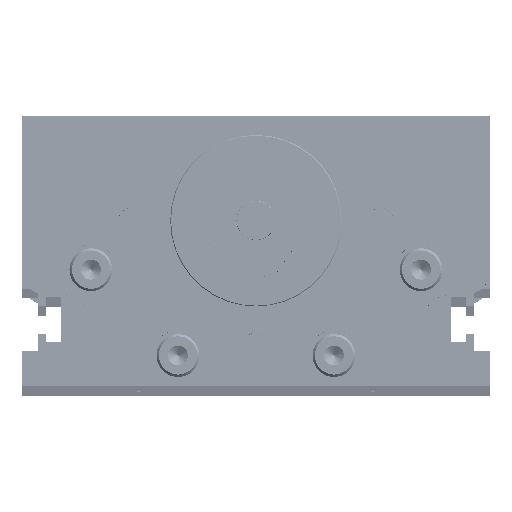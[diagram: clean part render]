
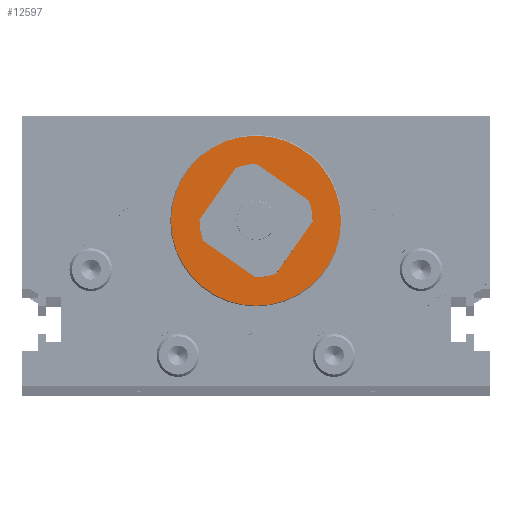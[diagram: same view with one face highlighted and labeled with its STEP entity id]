
A CAD part, top view. The second image highlights one B-rep face of the part: STEP entity #12597.
In plain terms, the highlighted planar face has unit normal (0, 0, 1).
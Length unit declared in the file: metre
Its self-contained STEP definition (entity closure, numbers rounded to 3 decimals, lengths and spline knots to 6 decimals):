
#2328 = EDGE_CURVE ( 'NONE', #38669, #77983, #131102, .T. ) ;
#4521 = CARTESIAN_POINT ( 'NONE',  ( 0., 0.834646, 14.232283 ) ) ;
#4927 = VERTEX_POINT ( 'NONE', #146914 ) ;
#7692 = DIRECTION ( 'NONE',  ( -1., 0., 0. ) ) ;
#12568 = CARTESIAN_POINT ( 'NONE',  ( -0.19685, 0.834646, 14.232283 ) ) ;
#12597 = ADVANCED_FACE ( 'NONE', ( #61291, #106776 ), #95574, .T. ) ;
#13506 = DIRECTION ( 'NONE',  ( 0., 0., -1. ) ) ;
#17827 = CARTESIAN_POINT ( 'NONE',  ( 0., 0.834646, 14.232283 ) ) ;
#18126 = AXIS2_PLACEMENT_3D ( 'NONE', #4521, #13506, #93339 ) ;
#19389 = ORIENTED_EDGE ( 'NONE', *, *, #105333, .F. ) ;
#25907 = ORIENTED_EDGE ( 'NONE', *, *, #2328, .T. ) ;
#38669 = VERTEX_POINT ( 'NONE', #97419 ) ;
#46116 = CARTESIAN_POINT ( 'NONE',  ( 0., 0.834646, 14.232283 ) ) ;
#47204 = EDGE_LOOP ( 'NONE', ( #25907, #143520 ) ) ;
#58023 = DIRECTION ( 'NONE',  ( 1., 0., 0. ) ) ;
#61291 = FACE_BOUND ( 'NONE', #47204, .T. ) ;
#62505 = VERTEX_POINT ( 'NONE', #139187 ) ;
#62731 = EDGE_LOOP ( 'NONE', ( #19389, #142736 ) ) ;
#63365 = DIRECTION ( 'NONE',  ( 0., 0., -1. ) ) ;
#64460 = DIRECTION ( 'NONE',  ( 0., 0., -1. ) ) ;
#66768 = AXIS2_PLACEMENT_3D ( 'NONE', #17827, #63365, #108829 ) ;
#72898 = EDGE_CURVE ( 'NONE', #4927, #62505, #84823, .T. ) ;
#77983 = VERTEX_POINT ( 'NONE', #12568 ) ;
#84823 = CIRCLE ( 'NONE', #18126, 0.429071 ) ;
#93339 = DIRECTION ( 'NONE',  ( -1., 0., 0. ) ) ;
#95574 = PLANE ( 'NONE',  #97632 ) ;
#97419 = CARTESIAN_POINT ( 'NONE',  ( 0.19685, 0.834646, 14.232283 ) ) ;
#97632 = AXIS2_PLACEMENT_3D ( 'NONE', #141093, #119436, #110383 ) ;
#101593 = AXIS2_PLACEMENT_3D ( 'NONE', #143525, #64460, #7692 ) ;
#105333 = EDGE_CURVE ( 'NONE', #62505, #4927, #130282, .T. ) ;
#106491 = DIRECTION ( 'NONE',  ( 0., 0., -1. ) ) ;
#106776 = FACE_OUTER_BOUND ( 'NONE', #62731, .T. ) ;
#108026 = AXIS2_PLACEMENT_3D ( 'NONE', #46116, #106491, #58023 ) ;
#108829 = DIRECTION ( 'NONE',  ( 1., 0., 0. ) ) ;
#110383 = DIRECTION ( 'NONE',  ( 1., 0., 0. ) ) ;
#119436 = DIRECTION ( 'NONE',  ( 0., 0., 1. ) ) ;
#130282 = CIRCLE ( 'NONE', #101593, 0.429071 ) ;
#131102 = CIRCLE ( 'NONE', #66768, 0.19685 ) ;
#139064 = CIRCLE ( 'NONE', #108026, 0.19685 ) ;
#139187 = CARTESIAN_POINT ( 'NONE',  ( -0.429071, 0.834646, 14.232283 ) ) ;
#141093 = CARTESIAN_POINT ( 'NONE',  ( 0., 0.834646, 14.232283 ) ) ;
#142441 = EDGE_CURVE ( 'NONE', #77983, #38669, #139064, .T. ) ;
#142736 = ORIENTED_EDGE ( 'NONE', *, *, #72898, .F. ) ;
#143520 = ORIENTED_EDGE ( 'NONE', *, *, #142441, .T. ) ;
#143525 = CARTESIAN_POINT ( 'NONE',  ( 0., 0.834646, 14.232283 ) ) ;
#146914 = CARTESIAN_POINT ( 'NONE',  ( 0.429071, 0.834646, 14.232283 ) ) ;
